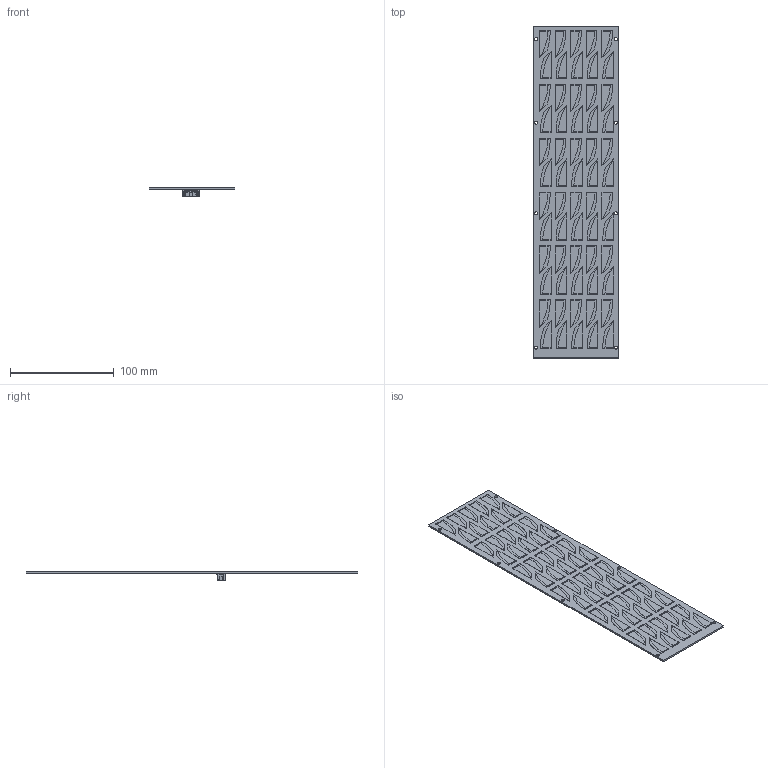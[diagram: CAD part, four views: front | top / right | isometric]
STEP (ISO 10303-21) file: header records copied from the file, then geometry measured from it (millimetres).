
FILE_DESCRIPTION(('Open CASCADE Model'),'2;1');
FILE_NAME('Open CASCADE Shape Model','2018-01-08T22:35:23',('Author'),( 'Open CASCADE'),'Open CASCADE STEP processor 6.2','Open CASCADE 6.2' ,'Unknown');
FILE_SCHEMA(('AUTOMOTIVE_DESIGN { 1 0 10303 214 1 1 1 1 }'));
Length unit declared in the file: millimetre
Products named in the file (74): PCB; Board; Connector; T2M_105_01_L_D_SM; T2M_05_L_D_SM_body; T2M_05_L_D_SM_pins; U1; 751561360; Extruded; 60; OneWing; Onecell; terminalpoint; SolarCellRegion; Overhead; 59; 58; 57; 56; 55; 54; 53; 52; 51; 50; 49; 48; 47; 46; 45; 44; 43; 42; 41; 40; 39; 38; 37; 36; 35 ...
Assembly tree (132 placements, depth 5):
  PCB
    Board
    Connector
      T2M_105_01_L_D_SM
        T2M_05_L_D_SM_body
        T2M_05_L_D_SM_pins
    U1
      751561360
        Extruded
    60
      OneWing
        Onecell
          terminalpoint
          SolarCellRegion
          Overhead
    59
      OneWing
        Onecell
          terminalpoint
          SolarCellRegion
          Overhead
    58
      OneWing
        Onecell
          terminalpoint
          SolarCellRegion
          Overhead
    57
      OneWing
        Onecell
          terminalpoint
          SolarCellRegion
          Overhead
    56
      OneWing
        Onecell
          terminalpoint
          SolarCellRegion
          Overhead
    55
      OneWing
        Onecell
          terminalpoint
          SolarCellRegion
          Overhead
    54
      OneWing
        Onecell
          terminalpoint
          SolarCellRegion
          Overhead
    53
      OneWing
        Onecell
          terminalpoint
          SolarCellRegion
          Overhead
    52
      OneWing
        Onecell
Bounding box: 82 x 320 x 8.32 mm (x, y, z)
Volume: 43851.8 mm3; surface area: 80154.3 mm2
Topology: 184 solids, 184 shells, 1536 faces, 3465 edges, 2296 vertices
Faces by surface type: plane 1260, cylinder 276
Full cylindrical faces by diameter (mm): 3 x8
Entity records: 26124 total; most frequent: CARTESIAN_POINT 4602, DIRECTION 3843, LINE 2673, VECTOR 2673, ORIENTED_EDGE 1974, PCURVE 1974, DEFINITIONAL_REPRESENTATION 1974, EDGE_CURVE 987
